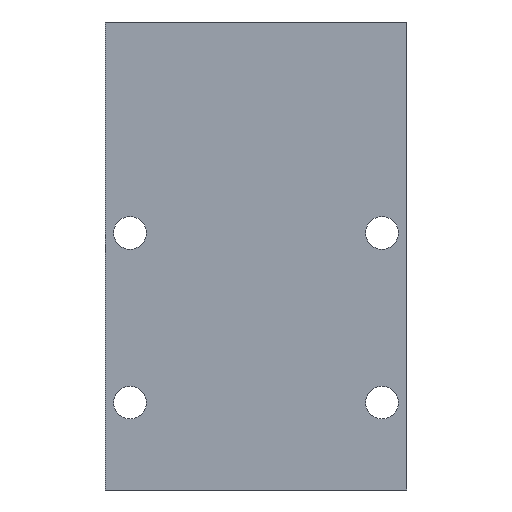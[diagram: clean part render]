
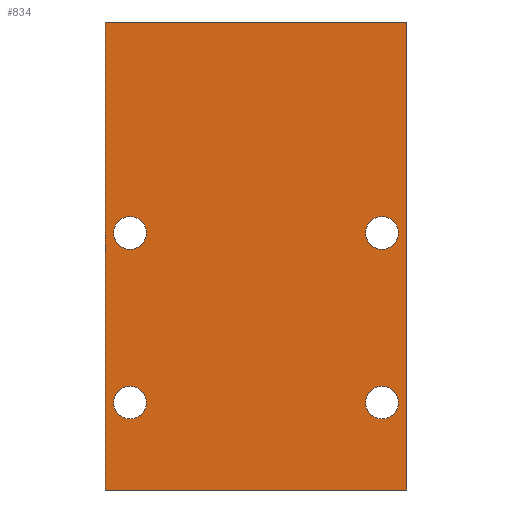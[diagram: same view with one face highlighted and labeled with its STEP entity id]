
A CAD part, front view. The second image highlights one B-rep face of the part: STEP entity #834.
In plain terms, the highlighted planar face has unit normal (0, -1, 0).
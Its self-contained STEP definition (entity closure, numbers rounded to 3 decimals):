
#53 = EDGE_CURVE ( 'NONE', #3189, #4297, #3645, .T. ) ;
#106 = DIRECTION ( 'NONE',  ( 0., 0., -1. ) ) ;
#117 = DIRECTION ( 'NONE',  ( 0., -1., 0. ) ) ;
#123 = CARTESIAN_POINT ( 'NONE',  ( -14.875, 3.175, -122.05 ) ) ;
#142 = CIRCLE ( 'NONE', #604, 1.93 ) ;
#199 = CARTESIAN_POINT ( 'NONE',  ( 17.78, 3.175, -152.4 ) ) ;
#277 = DIRECTION ( 'NONE',  ( 0., 0., -1. ) ) ;
#301 = AXIS2_PLACEMENT_3D ( 'NONE', #2442, #2383, #2334 ) ;
#318 = ORIENTED_EDGE ( 'NONE', *, *, #4774, .F. ) ;
#376 = CARTESIAN_POINT ( 'NONE',  ( -14.875, 3.175, -144.013 ) ) ;
#438 = EDGE_LOOP ( 'NONE', ( #318, #1411 ) ) ;
#465 = VERTEX_POINT ( 'NONE', #2985 ) ;
#494 = AXIS2_PLACEMENT_3D ( 'NONE', #920, #3558, #1296 ) ;
#522 = EDGE_CURVE ( 'NONE', #1629, #2568, #1763, .T. ) ;
#539 = EDGE_LOOP ( 'NONE', ( #2147, #3995, #2407, #727 ) ) ;
#566 = AXIS2_PLACEMENT_3D ( 'NONE', #1738, #1727, #1711 ) ;
#573 = CARTESIAN_POINT ( 'NONE',  ( 14.875, 3.175, -142.083 ) ) ;
#577 = VECTOR ( 'NONE', #1121, 1000. ) ;
#604 = AXIS2_PLACEMENT_3D ( 'NONE', #573, #3221, #948 ) ;
#660 = VERTEX_POINT ( 'NONE', #3010 ) ;
#714 = EDGE_CURVE ( 'NONE', #1629, #1232, #2676, .T. ) ;
#727 = ORIENTED_EDGE ( 'NONE', *, *, #3795, .T. ) ;
#822 = CIRCLE ( 'NONE', #1816, 1.93 ) ;
#834 = ADVANCED_FACE ( 'NONE', ( #4287, #4175, #2441, #3217, #2189 ), #2437, .F. ) ;
#867 = EDGE_CURVE ( 'NONE', #4297, #3189, #3090, .T. ) ;
#920 = CARTESIAN_POINT ( 'NONE',  ( -14.875, 3.175, -142.083 ) ) ;
#948 = DIRECTION ( 'NONE',  ( 0., 0., -1. ) ) ;
#959 = DIRECTION ( 'NONE',  ( 0., 0., -1. ) ) ;
#964 = DIRECTION ( 'NONE',  ( 0., -1., 0. ) ) ;
#972 = CARTESIAN_POINT ( 'NONE',  ( 14.875, 3.175, -123.98 ) ) ;
#974 = CARTESIAN_POINT ( 'NONE',  ( 14.875, 3.175, -122.05 ) ) ;
#1023 = VERTEX_POINT ( 'NONE', #376 ) ;
#1121 = DIRECTION ( 'NONE',  ( 1., 0., 0. ) ) ;
#1232 = VERTEX_POINT ( 'NONE', #2546 ) ;
#1296 = DIRECTION ( 'NONE',  ( 0., 0., -1. ) ) ;
#1411 = ORIENTED_EDGE ( 'NONE', *, *, #4643, .F. ) ;
#1423 = CIRCLE ( 'NONE', #2777, 1.93 ) ;
#1452 = ORIENTED_EDGE ( 'NONE', *, *, #2392, .F. ) ;
#1457 = DIRECTION ( 'NONE',  ( 0., -1., 0. ) ) ;
#1598 = AXIS2_PLACEMENT_3D ( 'NONE', #974, #964, #959 ) ;
#1617 = CARTESIAN_POINT ( 'NONE',  ( -17.78, 3.175, -152.4 ) ) ;
#1629 = VERTEX_POINT ( 'NONE', #4073 ) ;
#1711 = DIRECTION ( 'NONE',  ( 0., 0., -1. ) ) ;
#1727 = DIRECTION ( 'NONE',  ( 0., -1., 0. ) ) ;
#1738 = CARTESIAN_POINT ( 'NONE',  ( 14.875, 3.175, -122.05 ) ) ;
#1755 = CARTESIAN_POINT ( 'NONE',  ( -14.875, 3.175, -142.083 ) ) ;
#1757 = VERTEX_POINT ( 'NONE', #3524 ) ;
#1763 = LINE ( 'NONE', #3937, #3638 ) ;
#1766 = DIRECTION ( 'NONE',  ( 0., 0., -1. ) ) ;
#1772 = DIRECTION ( 'NONE',  ( 0., -1., 0. ) ) ;
#1787 = CARTESIAN_POINT ( 'NONE',  ( 14.875, 3.175, -142.083 ) ) ;
#1816 = AXIS2_PLACEMENT_3D ( 'NONE', #123, #117, #106 ) ;
#2001 = CIRCLE ( 'NONE', #2470, 1.93 ) ;
#2071 = EDGE_CURVE ( 'NONE', #1757, #465, #2001, .T. ) ;
#2140 = DIRECTION ( 'NONE',  ( 0., 0., -1. ) ) ;
#2147 = ORIENTED_EDGE ( 'NONE', *, *, #4834, .F. ) ;
#2172 = ORIENTED_EDGE ( 'NONE', *, *, #53, .F. ) ;
#2189 = FACE_OUTER_BOUND ( 'NONE', #539, .T. ) ;
#2334 = DIRECTION ( 'NONE',  ( 0., 0., 1. ) ) ;
#2383 = DIRECTION ( 'NONE',  ( 0., 1., 0. ) ) ;
#2392 = EDGE_CURVE ( 'NONE', #3998, #660, #822, .T. ) ;
#2401 = DIRECTION ( 'NONE',  ( 0., 0., -1. ) ) ;
#2407 = ORIENTED_EDGE ( 'NONE', *, *, #522, .T. ) ;
#2437 = PLANE ( 'NONE',  #301 ) ;
#2441 = FACE_BOUND ( 'NONE', #4621, .T. ) ;
#2442 = CARTESIAN_POINT ( 'NONE',  ( 17.78, 3.175, 152.4 ) ) ;
#2470 = AXIS2_PLACEMENT_3D ( 'NONE', #1787, #1772, #1766 ) ;
#2546 = CARTESIAN_POINT ( 'NONE',  ( 17.78, 3.175, -97.151 ) ) ;
#2554 = CARTESIAN_POINT ( 'NONE',  ( 17.78, 3.175, 152.4 ) ) ;
#2565 = CIRCLE ( 'NONE', #4672, 1.93 ) ;
#2568 = VERTEX_POINT ( 'NONE', #1617 ) ;
#2676 = LINE ( 'NONE', #3835, #2796 ) ;
#2701 = LINE ( 'NONE', #3747, #577 ) ;
#2777 = AXIS2_PLACEMENT_3D ( 'NONE', #1755, #4359, #2140 ) ;
#2795 = ORIENTED_EDGE ( 'NONE', *, *, #867, .F. ) ;
#2796 = VECTOR ( 'NONE', #3799, 1000. ) ;
#2985 = CARTESIAN_POINT ( 'NONE',  ( 14.875, 3.175, -144.013 ) ) ;
#3010 = CARTESIAN_POINT ( 'NONE',  ( -14.875, 3.175, -123.98 ) ) ;
#3090 = CIRCLE ( 'NONE', #566, 1.93 ) ;
#3177 = VERTEX_POINT ( 'NONE', #199 ) ;
#3189 = VERTEX_POINT ( 'NONE', #972 ) ;
#3217 = FACE_BOUND ( 'NONE', #4821, .T. ) ;
#3221 = DIRECTION ( 'NONE',  ( 0., -1., 0. ) ) ;
#3223 = VERTEX_POINT ( 'NONE', #4689 ) ;
#3429 = ORIENTED_EDGE ( 'NONE', *, *, #2071, .F. ) ;
#3524 = CARTESIAN_POINT ( 'NONE',  ( 14.875, 3.175, -140.153 ) ) ;
#3558 = DIRECTION ( 'NONE',  ( 0., -1., 0. ) ) ;
#3638 = VECTOR ( 'NONE', #2401, 1000. ) ;
#3645 = CIRCLE ( 'NONE', #1598, 1.93 ) ;
#3706 = EDGE_CURVE ( 'NONE', #465, #1757, #142, .T. ) ;
#3709 = CARTESIAN_POINT ( 'NONE',  ( -14.875, 3.175, -122.05 ) ) ;
#3747 = CARTESIAN_POINT ( 'NONE',  ( 17.78, 3.175, -152.4 ) ) ;
#3795 = EDGE_CURVE ( 'NONE', #2568, #3177, #2701, .T. ) ;
#3799 = DIRECTION ( 'NONE',  ( 1., 0., 0. ) ) ;
#3835 = CARTESIAN_POINT ( 'NONE',  ( -17.78, 3.175, -97.151 ) ) ;
#3877 = CARTESIAN_POINT ( 'NONE',  ( -14.875, 3.175, -120.12 ) ) ;
#3937 = CARTESIAN_POINT ( 'NONE',  ( -17.78, 3.175, 152.4 ) ) ;
#3995 = ORIENTED_EDGE ( 'NONE', *, *, #714, .F. ) ;
#3998 = VERTEX_POINT ( 'NONE', #3877 ) ;
#4012 = CIRCLE ( 'NONE', #494, 1.93 ) ;
#4060 = LINE ( 'NONE', #2554, #4176 ) ;
#4073 = CARTESIAN_POINT ( 'NONE',  ( -17.78, 3.175, -97.151 ) ) ;
#4081 = DIRECTION ( 'NONE',  ( 0., 0., -1. ) ) ;
#4175 = FACE_BOUND ( 'NONE', #438, .T. ) ;
#4176 = VECTOR ( 'NONE', #277, 1000. ) ;
#4287 = FACE_BOUND ( 'NONE', #4383, .T. ) ;
#4297 = VERTEX_POINT ( 'NONE', #4419 ) ;
#4310 = EDGE_CURVE ( 'NONE', #660, #3998, #2565, .T. ) ;
#4359 = DIRECTION ( 'NONE',  ( 0., -1., 0. ) ) ;
#4383 = EDGE_LOOP ( 'NONE', ( #4743, #3429 ) ) ;
#4419 = CARTESIAN_POINT ( 'NONE',  ( 14.875, 3.175, -120.12 ) ) ;
#4428 = ORIENTED_EDGE ( 'NONE', *, *, #4310, .F. ) ;
#4621 = EDGE_LOOP ( 'NONE', ( #2172, #2795 ) ) ;
#4643 = EDGE_CURVE ( 'NONE', #3223, #1023, #4012, .T. ) ;
#4672 = AXIS2_PLACEMENT_3D ( 'NONE', #3709, #1457, #4081 ) ;
#4689 = CARTESIAN_POINT ( 'NONE',  ( -14.875, 3.175, -140.153 ) ) ;
#4743 = ORIENTED_EDGE ( 'NONE', *, *, #3706, .F. ) ;
#4774 = EDGE_CURVE ( 'NONE', #1023, #3223, #1423, .T. ) ;
#4821 = EDGE_LOOP ( 'NONE', ( #4428, #1452 ) ) ;
#4834 = EDGE_CURVE ( 'NONE', #1232, #3177, #4060, .T. ) ;
